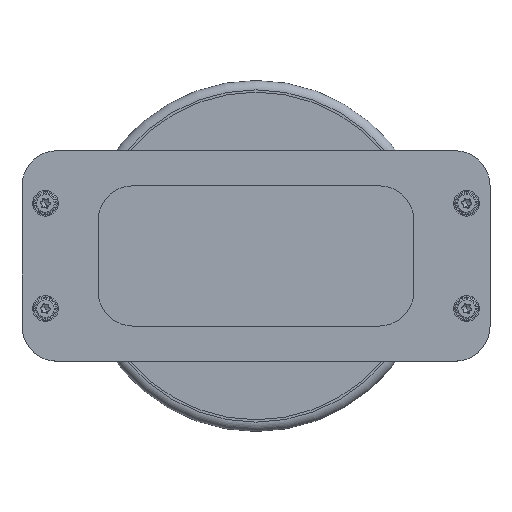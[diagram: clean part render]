
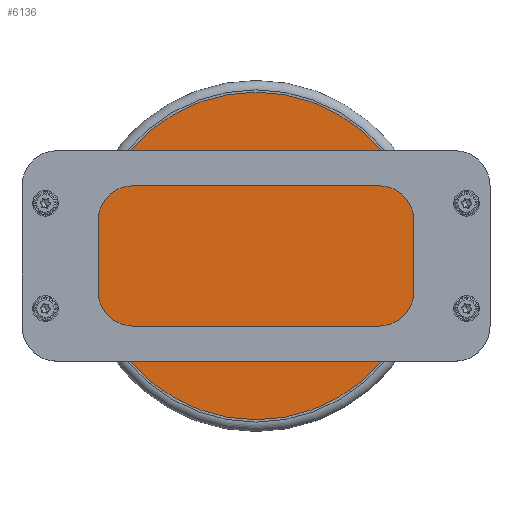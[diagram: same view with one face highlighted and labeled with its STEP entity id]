
A CAD part, top view. The second image highlights one B-rep face of the part: STEP entity #6136.
In plain terms, the highlighted planar face has unit normal (0, 0, 1).
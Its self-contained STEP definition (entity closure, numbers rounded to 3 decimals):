
#499=FACE_OUTER_BOUND('',#6851,.T.);
#2734=PLANE('',#16889);
#6136=ADVANCED_FACE('',(#499),#2734,.T.);
#6851=EDGE_LOOP('',(#7468));
#7468=ORIENTED_EDGE('',*,*,#12266,.T.);
#9873=VERTEX_POINT('',#23189);
#12266=EDGE_CURVE('',#9873,#9873,#14630,.T.);
#14630=CIRCLE('',#16888,70.);
#16888=AXIS2_PLACEMENT_3D('',#23188,#18703,#18704);
#16889=AXIS2_PLACEMENT_3D('',#23190,#18705,#18706);
#18703=DIRECTION('',(0.,0.,1.));
#18704=DIRECTION('',(1.,0.,0.));
#18705=DIRECTION('',(0.,0.,1.));
#18706=DIRECTION('',(1.,0.,0.));
#23188=CARTESIAN_POINT('',(0.,0.,13.));
#23189=CARTESIAN_POINT('',(70.,0.,13.));
#23190=CARTESIAN_POINT('',(0.,0.,13.));
